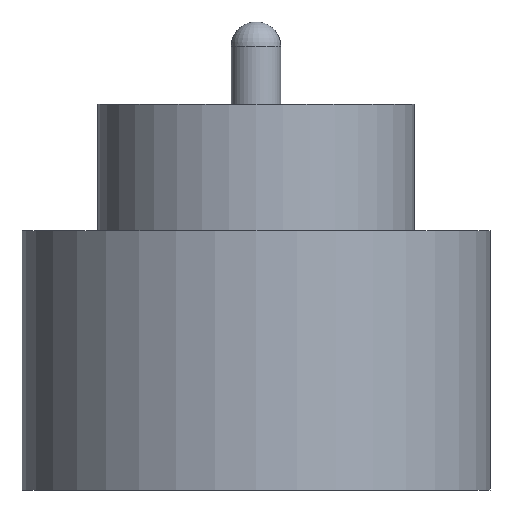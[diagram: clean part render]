
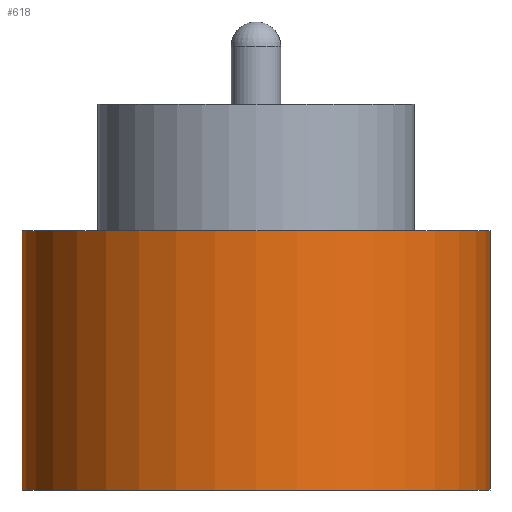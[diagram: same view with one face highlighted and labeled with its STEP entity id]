
A CAD part, front view. The second image highlights one B-rep face of the part: STEP entity #618.
In plain terms, the highlighted cylindrical face has radius 1.85 mm (diameter 3.7 mm), a partial arc.
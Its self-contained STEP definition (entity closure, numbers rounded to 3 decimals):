
#15 = FACE_OUTER_BOUND ( 'NONE', #182, .T. ) ;
#92 = DIRECTION ( 'NONE',  ( -1., 0., 0. ) ) ;
#95 = LINE ( 'NONE', #575, #906 ) ;
#146 = DIRECTION ( 'NONE',  ( 1., 0., 0. ) ) ;
#165 = AXIS2_PLACEMENT_3D ( 'NONE', #449, #715, #92 ) ;
#182 = EDGE_LOOP ( 'NONE', ( #211, #389, #726, #401 ) ) ;
#211 = ORIENTED_EDGE ( 'NONE', *, *, #805, .F. ) ;
#239 = VECTOR ( 'NONE', #341, 1000. ) ;
#256 = CIRCLE ( 'NONE', #897, 1.85 ) ;
#258 = EDGE_CURVE ( 'NONE', #904, #345, #354, .T. ) ;
#262 = CARTESIAN_POINT ( 'NONE',  ( 1.85, 0., 1.55 ) ) ;
#317 = CARTESIAN_POINT ( 'NONE',  ( 0., 0., 1.55 ) ) ;
#326 = DIRECTION ( 'NONE',  ( 0., 0., 1. ) ) ;
#341 = DIRECTION ( 'NONE',  ( 0., 0., -1. ) ) ;
#345 = VERTEX_POINT ( 'NONE', #262 ) ;
#354 = CIRCLE ( 'NONE', #839, 1.85 ) ;
#389 = ORIENTED_EDGE ( 'NONE', *, *, #258, .F. ) ;
#397 = EDGE_CURVE ( 'NONE', #803, #893, #256, .T. ) ;
#401 = ORIENTED_EDGE ( 'NONE', *, *, #397, .T. ) ;
#410 = LINE ( 'NONE', #542, #239 ) ;
#449 = CARTESIAN_POINT ( 'NONE',  ( 0., 0., 2.55 ) ) ;
#494 = CARTESIAN_POINT ( 'NONE',  ( 0., 0., -0.5 ) ) ;
#498 = CARTESIAN_POINT ( 'NONE',  ( 1.85, 0., -0.5 ) ) ;
#524 = EDGE_CURVE ( 'NONE', #904, #803, #95, .T. ) ;
#542 = CARTESIAN_POINT ( 'NONE',  ( 1.85, 0., 2.55 ) ) ;
#575 = CARTESIAN_POINT ( 'NONE',  ( -1.85, 0., 2.55 ) ) ;
#615 = CARTESIAN_POINT ( 'NONE',  ( -1.85, 0., -0.5 ) ) ;
#618 = ADVANCED_FACE ( 'NONE', ( #15 ), #624, .T. ) ;
#624 = CYLINDRICAL_SURFACE ( 'NONE', #165, 1.85 ) ;
#629 = DIRECTION ( 'NONE',  ( 0., 0., 1. ) ) ;
#715 = DIRECTION ( 'NONE',  ( 0., 0., -1. ) ) ;
#726 = ORIENTED_EDGE ( 'NONE', *, *, #524, .T. ) ;
#803 = VERTEX_POINT ( 'NONE', #615 ) ;
#805 = EDGE_CURVE ( 'NONE', #345, #893, #410, .T. ) ;
#814 = DIRECTION ( 'NONE',  ( 1., 0., 0. ) ) ;
#838 = CARTESIAN_POINT ( 'NONE',  ( -1.85, 0., 1.55 ) ) ;
#839 = AXIS2_PLACEMENT_3D ( 'NONE', #317, #326, #814 ) ;
#852 = DIRECTION ( 'NONE',  ( 0., 0., -1. ) ) ;
#893 = VERTEX_POINT ( 'NONE', #498 ) ;
#897 = AXIS2_PLACEMENT_3D ( 'NONE', #494, #629, #146 ) ;
#904 = VERTEX_POINT ( 'NONE', #838 ) ;
#906 = VECTOR ( 'NONE', #852, 1000. ) ;
